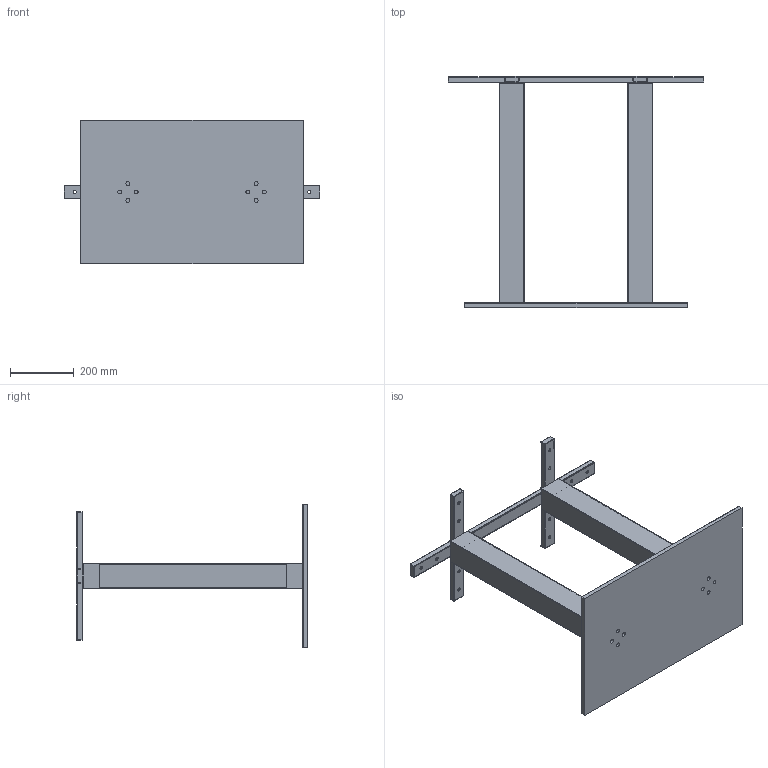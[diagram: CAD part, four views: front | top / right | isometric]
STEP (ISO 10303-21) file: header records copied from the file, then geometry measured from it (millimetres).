
FILE_DESCRIPTION(('STEP AP214'),'1');
FILE_NAME('3036417 Livia EE Duo Edelstahl.STP','2024-11-12T10:32:38',(' '),(' '),'Spatial InterOp 3D',' ',' ');
FILE_SCHEMA(('AUTOMOTIVE_DESIGN { 1 0 10303 214 1 1 1 1 }'));
Length unit declared in the file: millimetre
Products named in the file (1): Cut-Extrude10
Bounding box: 803.81 x 725.59 x 450 mm (x, y, z)
Volume: 7353149.4 mm3; surface area: 1872889.2 mm2
Topology: 4 solids, 6 shells, 330 faces, 816 edges, 492 vertices
Faces by surface type: cylinder 200, plane 90, sphere 24, torus 16
Entity records: 9886 total; most frequent: DIRECTION 1864, CARTESIAN_POINT 1630, ORIENTED_EDGE 1584, EDGE_CURVE 792, AXIS2_PLACEMENT_3D 742, VERTEX_POINT 492, EDGE_LOOP 442, CIRCLE 408
